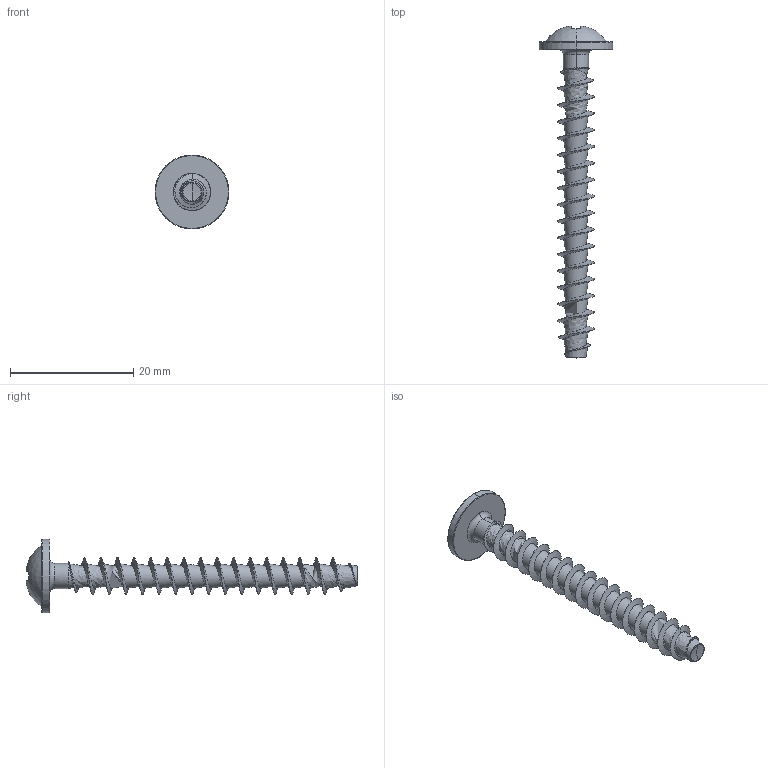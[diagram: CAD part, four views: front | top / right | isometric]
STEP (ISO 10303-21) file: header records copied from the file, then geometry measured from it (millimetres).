
FILE_DESCRIPTION (( 'STEP AP203' ), '1' );
FILE_NAME ('STP21A0600500.STEP', '2017-11-16T18:13:26', ( '' ), ( '' ), 'SwSTEP 2.0', 'SolidWorks 2015', '' );
FILE_SCHEMA (( 'CONFIG_CONTROL_DESIGN' ));
Length unit declared in the file: millimetre
Products named in the file (1): STP21A0600500
Bounding box: 12 x 53.86 x 12 mm (x, y, z)
Volume: 859 mm3; surface area: 1391.9 mm2
Topology: 1 solids, 1 shells, 165 faces, 383 edges, 221 vertices
Faces by surface type: bspline 52, plane 31, torus 30, cylinder 25, sphere 20, cone 7
Entity records: 28576 total; most frequent: CARTESIAN_POINT 25126, ORIENTED_EDGE 762, DIRECTION 662, EDGE_CURVE 381, AXIS2_PLACEMENT_3D 297, VERTEX_POINT 221, CIRCLE 183, EDGE_LOOP 168
